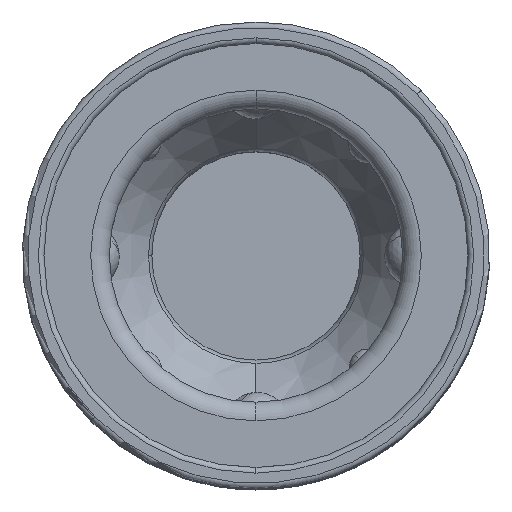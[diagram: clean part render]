
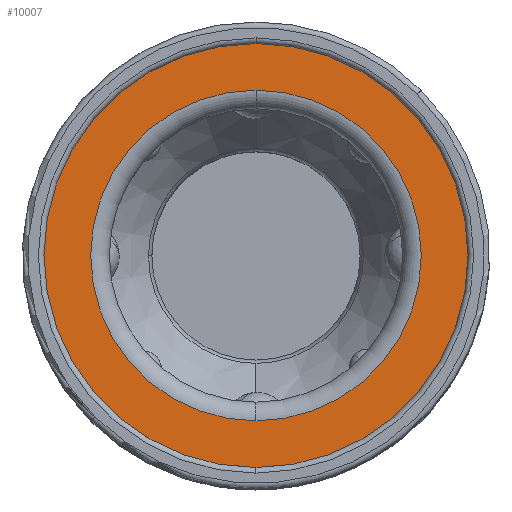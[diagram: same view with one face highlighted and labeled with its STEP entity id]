
A CAD part, top view. The second image highlights one B-rep face of the part: STEP entity #10007.
In plain terms, the highlighted planar face has unit normal (0, 0, 1).
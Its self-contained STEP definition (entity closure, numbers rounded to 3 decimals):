
#597 = ORIENTED_EDGE ( 'NONE', *, *, #8996, .T. ) ;
#1311 = DIRECTION ( 'NONE',  ( 0., -1., 0. ) ) ;
#2292 = CARTESIAN_POINT ( 'NONE',  ( 0., -50., 70.1 ) ) ;
#2526 = CARTESIAN_POINT ( 'NONE',  ( 0., -50., 70.1 ) ) ;
#2834 = DIRECTION ( 'NONE',  ( 0., -1., 0. ) ) ;
#3591 = PLANE ( 'NONE',  #10871 ) ;
#4841 = AXIS2_PLACEMENT_3D ( 'NONE', #2292, #26501, #13542 ) ;
#5440 = EDGE_CURVE ( 'NONE', #27890, #23711, #27572, .T. ) ;
#5761 = AXIS2_PLACEMENT_3D ( 'NONE', #10909, #11327, #6627 ) ;
#6627 = DIRECTION ( 'NONE',  ( 1., 0., 0. ) ) ;
#7755 = DIRECTION ( 'NONE',  ( 0., 0., 1. ) ) ;
#7876 = CARTESIAN_POINT ( 'NONE',  ( 0., -41.15, 70.1 ) ) ;
#8326 = CARTESIAN_POINT ( 'NONE',  ( 0., -58.85, 70.1 ) ) ;
#8996 = EDGE_CURVE ( 'NONE', #19875, #18940, #10908, .T. ) ;
#9117 = EDGE_LOOP ( 'NONE', ( #17659, #13492 ) ) ;
#10007 = ADVANCED_FACE ( 'NONE', ( #12172, #18359 ), #3591, .T. ) ;
#10871 = AXIS2_PLACEMENT_3D ( 'NONE', #27247, #7755, #1311 ) ;
#10908 = CIRCLE ( 'NONE', #12695, 8.85 ) ;
#10909 = CARTESIAN_POINT ( 'NONE',  ( 0., -50., 70.1 ) ) ;
#11327 = DIRECTION ( 'NONE',  ( 0., 0., -1. ) ) ;
#12172 = FACE_BOUND ( 'NONE', #14403, .T. ) ;
#12695 = AXIS2_PLACEMENT_3D ( 'NONE', #2526, #15905, #24610 ) ;
#13168 = AXIS2_PLACEMENT_3D ( 'NONE', #15792, #24512, #2834 ) ;
#13492 = ORIENTED_EDGE ( 'NONE', *, *, #5440, .F. ) ;
#13542 = DIRECTION ( 'NONE',  ( 1., 0., 0. ) ) ;
#13783 = CARTESIAN_POINT ( 'NONE',  ( 0., -38.65, 70.1 ) ) ;
#14403 = EDGE_LOOP ( 'NONE', ( #597, #21207 ) ) ;
#15469 = CARTESIAN_POINT ( 'NONE',  ( 0., -61.35, 70.1 ) ) ;
#15792 = CARTESIAN_POINT ( 'NONE',  ( 0., -50., 70.1 ) ) ;
#15905 = DIRECTION ( 'NONE',  ( 0., 0., -1. ) ) ;
#17659 = ORIENTED_EDGE ( 'NONE', *, *, #28200, .F. ) ;
#18359 = FACE_OUTER_BOUND ( 'NONE', #9117, .T. ) ;
#18940 = VERTEX_POINT ( 'NONE', #7876 ) ;
#19875 = VERTEX_POINT ( 'NONE', #8326 ) ;
#19964 = CIRCLE ( 'NONE', #13168, 8.85 ) ;
#21207 = ORIENTED_EDGE ( 'NONE', *, *, #22479, .T. ) ;
#22479 = EDGE_CURVE ( 'NONE', #18940, #19875, #19964, .T. ) ;
#23711 = VERTEX_POINT ( 'NONE', #13783 ) ;
#24512 = DIRECTION ( 'NONE',  ( 0., 0., -1. ) ) ;
#24610 = DIRECTION ( 'NONE',  ( 0., -1., 0. ) ) ;
#26501 = DIRECTION ( 'NONE',  ( 0., 0., -1. ) ) ;
#26713 = CIRCLE ( 'NONE', #5761, 11.35 ) ;
#27247 = CARTESIAN_POINT ( 'NONE',  ( 0., -50., 70.1 ) ) ;
#27572 = CIRCLE ( 'NONE', #4841, 11.35 ) ;
#27890 = VERTEX_POINT ( 'NONE', #15469 ) ;
#28200 = EDGE_CURVE ( 'NONE', #23711, #27890, #26713, .T. ) ;
